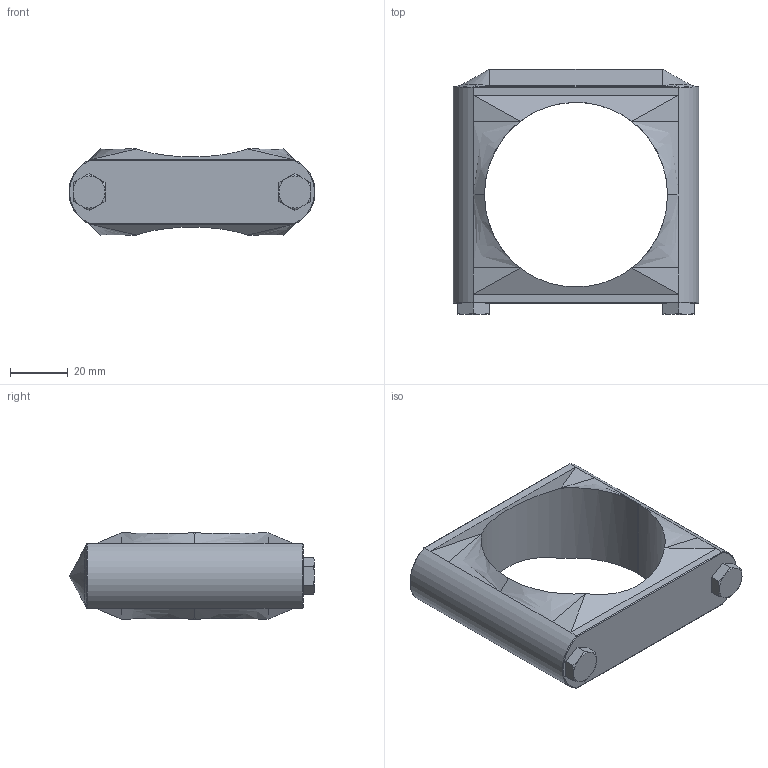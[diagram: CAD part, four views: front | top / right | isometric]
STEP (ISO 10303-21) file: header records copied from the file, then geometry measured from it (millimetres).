
FILE_DESCRIPTION (( 'STEP AP214' ), '1' );
FILE_NAME ('CSDBM2.5T304ZP.STEP', '2023-05-26T16:17:51', ( '' ), ( '' ), 'SwSTEP 2.0', 'SolidWorks 2018', '' );
FILE_SCHEMA (( 'AUTOMOTIVE_DESIGN' ));
Length unit declared in the file: inch
Products named in the file (1): CSDBM2.5T304ZP
Bounding box: 85.25 x 84.93 x 29.84 mm (x, y, z)
Volume: 75441.8 mm3; surface area: 18596.5 mm2
Topology: 1 solids, 1 shells, 84 faces, 196 edges, 114 vertices
Faces by surface type: plane 37, cone 16, bspline 12, cylinder 11, torus 6, sphere 2
Entity records: 2930 total; most frequent: CARTESIAN_POINT 1143, ORIENTED_EDGE 392, DIRECTION 312, EDGE_CURVE 196, VERTEX_POINT 114, AXIS2_PLACEMENT_3D 111, LINE 90, VECTOR 90
